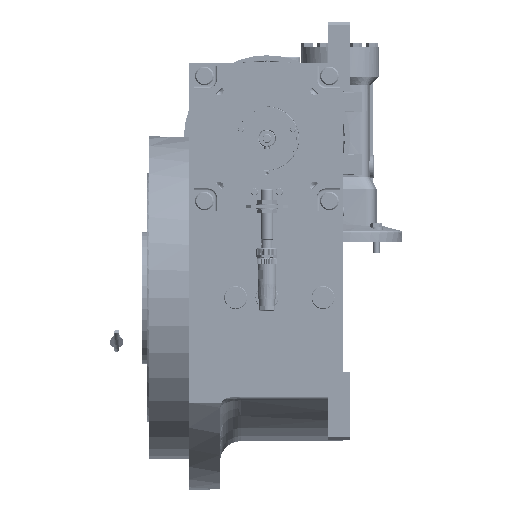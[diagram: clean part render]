
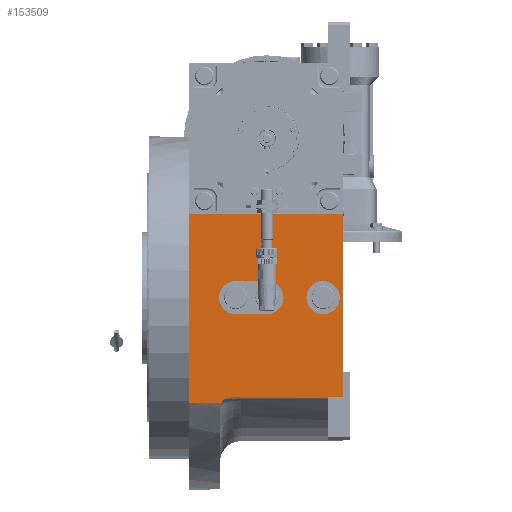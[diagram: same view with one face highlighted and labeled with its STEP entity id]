
A CAD part, left-side view. The second image highlights one B-rep face of the part: STEP entity #153509.
In plain terms, the highlighted planar face has unit normal (-1, 0, 0).
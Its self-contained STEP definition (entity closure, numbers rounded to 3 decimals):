
#195 = CARTESIAN_POINT ( 'NONE',  ( -155., 43.657, -100.995 ) ) ;
#1745 = VECTOR ( 'NONE', #30012, 1000. ) ;
#1747 = CARTESIAN_POINT ( 'NONE',  ( -155., 0., 60. ) ) ;
#3125 = CARTESIAN_POINT ( 'NONE',  ( -155., -73., -100.995 ) ) ;
#4848 = DIRECTION ( 'NONE',  ( 0., 0.866, 0.5 ) ) ;
#6406 = EDGE_CURVE ( 'NONE', #140403, #11041, #56719, .T. ) ;
#6595 = FACE_BOUND ( 'NONE', #14288, .T. ) ;
#6802 = VERTEX_POINT ( 'NONE', #195 ) ;
#8712 = CIRCLE ( 'NONE', #22773, 2.1 ) ;
#9540 = EDGE_LOOP ( 'NONE', ( #62553, #13245, #113617, #20526, #162321, #165879 ) ) ;
#11041 = VERTEX_POINT ( 'NONE', #37566 ) ;
#11814 = VERTEX_POINT ( 'NONE', #42543 ) ;
#12280 = VERTEX_POINT ( 'NONE', #164771 ) ;
#13105 = CARTESIAN_POINT ( 'NONE',  ( -155., -73., 80. ) ) ;
#13245 = ORIENTED_EDGE ( 'NONE', *, *, #162248, .T. ) ;
#13852 = CARTESIAN_POINT ( 'NONE',  ( -155., -38., 0. ) ) ;
#14093 = AXIS2_PLACEMENT_3D ( 'NONE', #3125, #110534, #43594 ) ;
#14288 = EDGE_LOOP ( 'NONE', ( #97124, #78291 ) ) ;
#14501 = DIRECTION ( 'NONE',  ( -1., 0., 0. ) ) ;
#17204 = CARTESIAN_POINT ( 'NONE',  ( -155., -70., 0. ) ) ;
#20077 = CARTESIAN_POINT ( 'NONE',  ( -155., 75., -100.995 ) ) ;
#20437 = VERTEX_POINT ( 'NONE', #161610 ) ;
#20526 = ORIENTED_EDGE ( 'NONE', *, *, #59593, .F. ) ;
#21272 = DIRECTION ( 'NONE',  ( 0., 0., 1. ) ) ;
#21547 = CARTESIAN_POINT ( 'NONE',  ( -155., -54., 0. ) ) ;
#22773 = AXIS2_PLACEMENT_3D ( 'NONE', #55365, #105831, #29785 ) ;
#24542 = VERTEX_POINT ( 'NONE', #20077 ) ;
#24651 = CARTESIAN_POINT ( 'NONE',  ( -155., 43.657, -100.995 ) ) ;
#26298 = DIRECTION ( 'NONE',  ( 0., 1., 0. ) ) ;
#27389 = VECTOR ( 'NONE', #110433, 1000. ) ;
#28208 = EDGE_CURVE ( 'NONE', #165458, #106586, #91774, .T. ) ;
#29785 = DIRECTION ( 'NONE',  ( 0., -1., 0. ) ) ;
#30012 = DIRECTION ( 'NONE',  ( 0., 1., 0. ) ) ;
#30903 = EDGE_CURVE ( 'NONE', #6802, #11041, #47346, .T. ) ;
#31159 = CARTESIAN_POINT ( 'NONE',  ( -155., -73., -96. ) ) ;
#32106 = CARTESIAN_POINT ( 'NONE',  ( -155., 35., -106. ) ) ;
#32133 = VERTEX_POINT ( 'NONE', #90130 ) ;
#32147 = AXIS2_PLACEMENT_3D ( 'NONE', #54944, #123621, #42588 ) ;
#33846 = FACE_BOUND ( 'NONE', #119286, .T. ) ;
#34249 = VERTEX_POINT ( 'NONE', #17204 ) ;
#34299 = EDGE_CURVE ( 'NONE', #34249, #103914, #36744, .T. ) ;
#35017 = EDGE_CURVE ( 'NONE', #32133, #20437, #8712, .T. ) ;
#35176 = VECTOR ( 'NONE', #26298, 1000. ) ;
#36744 = CIRCLE ( 'NONE', #137962, 16. ) ;
#37566 = CARTESIAN_POINT ( 'NONE',  ( -155., 35., -96. ) ) ;
#40996 = CARTESIAN_POINT ( 'NONE',  ( -155., 75., 80. ) ) ;
#41309 = LINE ( 'NONE', #24651, #100853 ) ;
#42543 = CARTESIAN_POINT ( 'NONE',  ( -155., 0., -16. ) ) ;
#42588 = DIRECTION ( 'NONE',  ( 0., 0., 1. ) ) ;
#42646 = ORIENTED_EDGE ( 'NONE', *, *, #104522, .F. ) ;
#43594 = DIRECTION ( 'NONE',  ( 0., 0., 1. ) ) ;
#47346 = CIRCLE ( 'NONE', #145796, 10. ) ;
#48354 = VECTOR ( 'NONE', #21272, 1000. ) ;
#54936 = EDGE_CURVE ( 'NONE', #133302, #11814, #86599, .T. ) ;
#54944 = CARTESIAN_POINT ( 'NONE',  ( -155., 30., 0. ) ) ;
#55283 = ORIENTED_EDGE ( 'NONE', *, *, #132879, .F. ) ;
#55365 = CARTESIAN_POINT ( 'NONE',  ( -155., 0., 60. ) ) ;
#56719 = LINE ( 'NONE', #149234, #27389 ) ;
#59593 = EDGE_CURVE ( 'NONE', #6802, #24542, #41309, .T. ) ;
#62102 = DIRECTION ( 'NONE',  ( 0., 1., 0. ) ) ;
#62117 = CARTESIAN_POINT ( 'NONE',  ( -155., 0., 32. ) ) ;
#62553 = ORIENTED_EDGE ( 'NONE', *, *, #111427, .T. ) ;
#63851 = CARTESIAN_POINT ( 'NONE',  ( -155., 30., -16. ) ) ;
#67077 = CARTESIAN_POINT ( 'NONE',  ( -155., 0., 16. ) ) ;
#71812 = FACE_OUTER_BOUND ( 'NONE', #9540, .T. ) ;
#72734 = ORIENTED_EDGE ( 'NONE', *, *, #130944, .F. ) ;
#77471 = AXIS2_PLACEMENT_3D ( 'NONE', #168706, #114106, #62102 ) ;
#78291 = ORIENTED_EDGE ( 'NONE', *, *, #35017, .T. ) ;
#82007 = LINE ( 'NONE', #67077, #1745 ) ;
#83237 = DIRECTION ( 'NONE',  ( 1., 0., 0. ) ) ;
#86200 = EDGE_CURVE ( 'NONE', #106586, #165458, #116925, .T. ) ;
#86463 = CARTESIAN_POINT ( 'NONE',  ( -155., -73., -96. ) ) ;
#86599 = LINE ( 'NONE', #110381, #145006 ) ;
#88147 = CIRCLE ( 'NONE', #99448, 16. ) ;
#88386 = AXIS2_PLACEMENT_3D ( 'NONE', #1747, #98574, #123256 ) ;
#89732 = DIRECTION ( 'NONE',  ( 0., 1., 0. ) ) ;
#90130 = CARTESIAN_POINT ( 'NONE',  ( -155., -2.1, 60. ) ) ;
#91526 = EDGE_LOOP ( 'NONE', ( #170348, #161298 ) ) ;
#91548 = CIRCLE ( 'NONE', #88386, 2.1 ) ;
#91774 = CIRCLE ( 'NONE', #108551, 2.1 ) ;
#97124 = ORIENTED_EDGE ( 'NONE', *, *, #140763, .T. ) ;
#98116 = DIRECTION ( 'NONE',  ( 0., 0., 1. ) ) ;
#98574 = DIRECTION ( 'NONE',  ( 1., 0., 0. ) ) ;
#99448 = AXIS2_PLACEMENT_3D ( 'NONE', #141706, #100356, #89732 ) ;
#100356 = DIRECTION ( 'NONE',  ( -1., 0., 0. ) ) ;
#100853 = VECTOR ( 'NONE', #134681, 1000. ) ;
#103914 = VERTEX_POINT ( 'NONE', #13852 ) ;
#104522 = EDGE_CURVE ( 'NONE', #11814, #126927, #130870, .T. ) ;
#105831 = DIRECTION ( 'NONE',  ( 1., 0., 0. ) ) ;
#106586 = VERTEX_POINT ( 'NONE', #156520 ) ;
#108551 = AXIS2_PLACEMENT_3D ( 'NONE', #62117, #171336, #125828 ) ;
#110381 = CARTESIAN_POINT ( 'NONE',  ( -155., 30., -16. ) ) ;
#110433 = DIRECTION ( 'NONE',  ( 0., 1., 0. ) ) ;
#110486 = DIRECTION ( 'NONE',  ( 0., 0., -1. ) ) ;
#110534 = DIRECTION ( 'NONE',  ( -1., 0., 0. ) ) ;
#111119 = CARTESIAN_POINT ( 'NONE',  ( -155., 0., 16. ) ) ;
#111427 = EDGE_CURVE ( 'NONE', #140403, #158764, #125419, .T. ) ;
#113617 = ORIENTED_EDGE ( 'NONE', *, *, #120023, .F. ) ;
#114028 = AXIS2_PLACEMENT_3D ( 'NONE', #136935, #14501, #110486 ) ;
#114106 = DIRECTION ( 'NONE',  ( 1., 0., 0. ) ) ;
#116925 = CIRCLE ( 'NONE', #77471, 2.1 ) ;
#119286 = EDGE_LOOP ( 'NONE', ( #55283, #42646, #160069, #72734 ) ) ;
#120023 = EDGE_CURVE ( 'NONE', #24542, #146140, #156045, .T. ) ;
#123256 = DIRECTION ( 'NONE',  ( 0., 1., 0. ) ) ;
#123621 = DIRECTION ( 'NONE',  ( -1., 0., 0. ) ) ;
#124625 = PLANE ( 'NONE',  #14093 ) ;
#125419 = LINE ( 'NONE', #31159, #146427 ) ;
#125828 = DIRECTION ( 'NONE',  ( 0., -1., 0. ) ) ;
#126927 = VERTEX_POINT ( 'NONE', #111119 ) ;
#130743 = DIRECTION ( 'NONE',  ( 0., -1., 0. ) ) ;
#130870 = CIRCLE ( 'NONE', #114028, 16. ) ;
#130944 = EDGE_CURVE ( 'NONE', #12280, #133302, #136243, .T. ) ;
#132466 = DIRECTION ( 'NONE',  ( -1., 0., 0. ) ) ;
#132879 = EDGE_CURVE ( 'NONE', #126927, #12280, #82007, .T. ) ;
#133302 = VERTEX_POINT ( 'NONE', #63851 ) ;
#134591 = EDGE_LOOP ( 'NONE', ( #173015, #161302 ) ) ;
#134681 = DIRECTION ( 'NONE',  ( 0., 1., 0. ) ) ;
#136243 = CIRCLE ( 'NONE', #32147, 16. ) ;
#136935 = CARTESIAN_POINT ( 'NONE',  ( -155., 0., 0. ) ) ;
#137849 = FACE_BOUND ( 'NONE', #91526, .T. ) ;
#137962 = AXIS2_PLACEMENT_3D ( 'NONE', #21547, #132466, #130743 ) ;
#140319 = DIRECTION ( 'NONE',  ( 0., -1., 0. ) ) ;
#140403 = VERTEX_POINT ( 'NONE', #86463 ) ;
#140763 = EDGE_CURVE ( 'NONE', #20437, #32133, #91548, .T. ) ;
#141706 = CARTESIAN_POINT ( 'NONE',  ( -155., -54., 0. ) ) ;
#145006 = VECTOR ( 'NONE', #140319, 1000. ) ;
#145796 = AXIS2_PLACEMENT_3D ( 'NONE', #32106, #83237, #4848 ) ;
#146140 = VERTEX_POINT ( 'NONE', #40996 ) ;
#146427 = VECTOR ( 'NONE', #98116, 1000. ) ;
#149234 = CARTESIAN_POINT ( 'NONE',  ( -155., -73., -96. ) ) ;
#149934 = CARTESIAN_POINT ( 'NONE',  ( -155., -73., 80. ) ) ;
#152821 = FACE_BOUND ( 'NONE', #134591, .T. ) ;
#153509 = ADVANCED_FACE ( 'NONE', ( #33846, #152821, #137849, #6595, #71812 ), #124625, .T. ) ;
#154339 = CARTESIAN_POINT ( 'NONE',  ( -155., 75., -100.995 ) ) ;
#156045 = LINE ( 'NONE', #154339, #48354 ) ;
#156520 = CARTESIAN_POINT ( 'NONE',  ( -155., 2.1, 32. ) ) ;
#157188 = CARTESIAN_POINT ( 'NONE',  ( -155., -2.1, 32. ) ) ;
#158764 = VERTEX_POINT ( 'NONE', #149934 ) ;
#160069 = ORIENTED_EDGE ( 'NONE', *, *, #54936, .F. ) ;
#160202 = LINE ( 'NONE', #13105, #35176 ) ;
#161298 = ORIENTED_EDGE ( 'NONE', *, *, #28208, .T. ) ;
#161302 = ORIENTED_EDGE ( 'NONE', *, *, #173990, .F. ) ;
#161610 = CARTESIAN_POINT ( 'NONE',  ( -155., 2.1, 60. ) ) ;
#162248 = EDGE_CURVE ( 'NONE', #158764, #146140, #160202, .T. ) ;
#162321 = ORIENTED_EDGE ( 'NONE', *, *, #30903, .T. ) ;
#164771 = CARTESIAN_POINT ( 'NONE',  ( -155., 30., 16. ) ) ;
#165458 = VERTEX_POINT ( 'NONE', #157188 ) ;
#165879 = ORIENTED_EDGE ( 'NONE', *, *, #6406, .F. ) ;
#168706 = CARTESIAN_POINT ( 'NONE',  ( -155., 0., 32. ) ) ;
#170348 = ORIENTED_EDGE ( 'NONE', *, *, #86200, .T. ) ;
#171336 = DIRECTION ( 'NONE',  ( 1., 0., 0. ) ) ;
#173015 = ORIENTED_EDGE ( 'NONE', *, *, #34299, .F. ) ;
#173990 = EDGE_CURVE ( 'NONE', #103914, #34249, #88147, .T. ) ;
